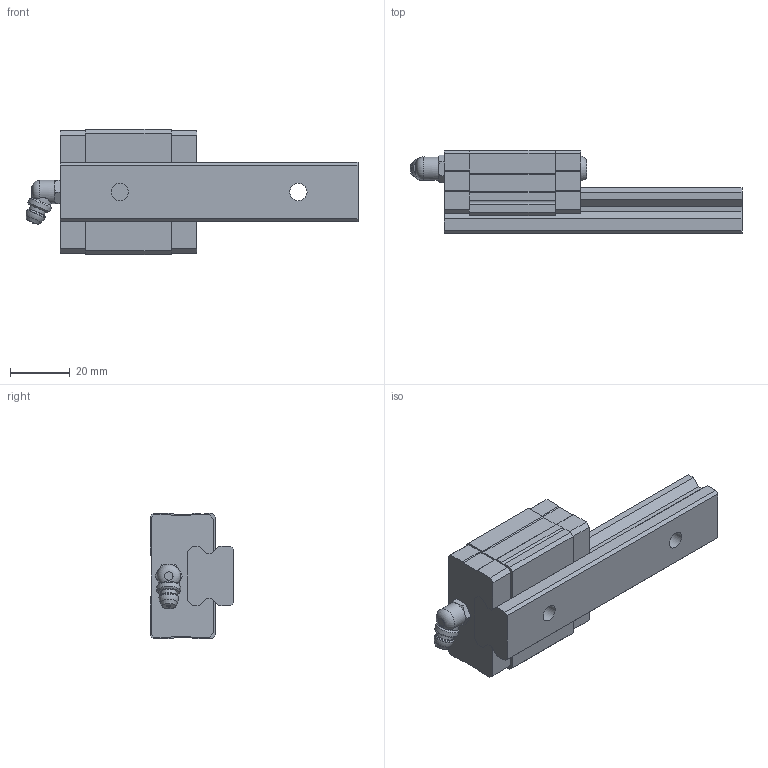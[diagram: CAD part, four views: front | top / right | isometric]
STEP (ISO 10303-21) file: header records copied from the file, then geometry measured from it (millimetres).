
FILE_DESCRIPTION(/* description */ ('STEP AP214'),/* implementation_level */ '2;1');
FILE_NAME(/* name */ 'LSD20HS1X100S20AN-M6',/* time_stamp */ '2022-10-31T19:55:12+01:00',/* author */ ('License CC BY-ND 4.0'),/* organization */ ('CADENAS'),/* preprocessor_version */ 'ST-DEVELOPER v18.102',/* originating_system */ 'PARTsolutions',/* authorisation */ ' ');
FILE_SCHEMA (('AUTOMOTIVE_DESIGN {1 0 10303 214 3 1 1}'));
Length unit declared in the file: millimetre
Products named in the file (4): LSD20HS1X100S20AN-M6; LSD20BK-HS-N-A-M6; LSD20RLX100-S20-N-D; LSD20HS1X100S20AN-M6_d
Assembly tree (3 placements, depth 2):
  LSD20HS1X100S20AN-M6
    LSD20BK-HS-N-A-M6
    LSD20RLX100-S20-N-D
    LSD20HS1X100S20AN-M6_d
Bounding box: 111.46 x 28 x 42 mm (x, y, z)
Volume: 60823.1 mm3; surface area: 17293.6 mm2
Topology: 2 solids, 2 shells, 139 faces, 366 edges, 240 vertices
Faces by surface type: plane 114, cylinder 13, cone 6, torus 5, sphere 1
Full cylindrical faces by diameter (mm): 4.134 x2, 5.5 x1, 5.8 x2, 6.6 x1, 7.85 x1, 8 x1, 9.5 x2
Entity records: 4206 total; most frequent: CARTESIAN_POINT 775, ORIENTED_EDGE 680, DIRECTION 648, EDGE_CURVE 340, LINE 294, VECTOR 294, VERTEX_POINT 235, AXIS2_PLACEMENT_3D 177
